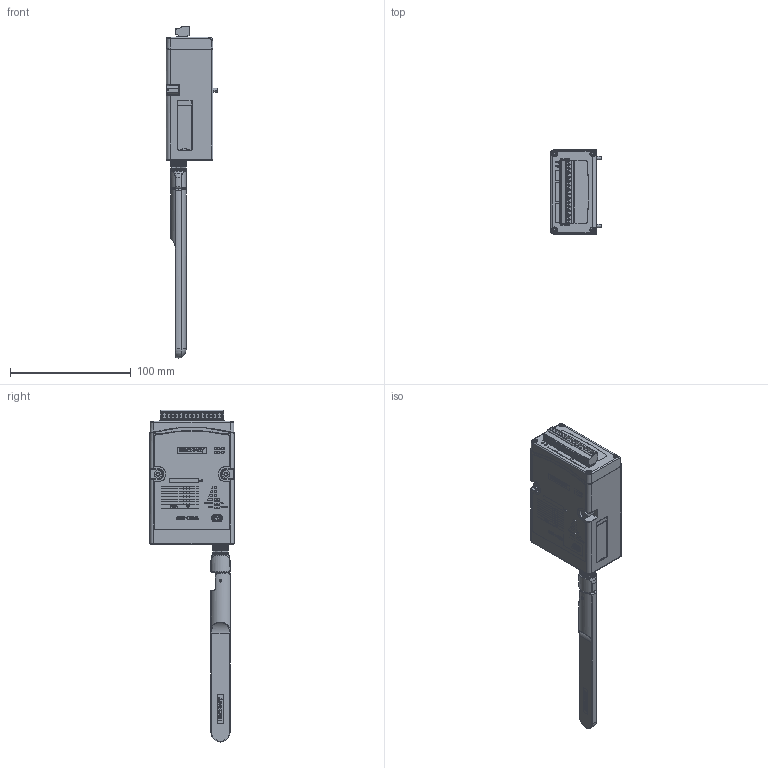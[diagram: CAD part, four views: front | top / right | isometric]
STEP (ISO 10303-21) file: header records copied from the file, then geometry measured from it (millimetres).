
FILE_DESCRIPTION (( 'STEP AP214' ), '1' );
FILE_NAME ('WISE-4210-S251NA.STEP', '2019-06-04T09:09:14', ( 'itd.mis' ), ( '' ), 'SwSTEP 2.0', 'SolidWorks 2018', '' );
FILE_SCHEMA (( 'AUTOMOTIVE_DESIGN' ));
Length unit declared in the file: millimetre
Products named in the file (1): WISE-4210-S251NA
Bounding box: 42.45 x 69.61 x 274.65 mm (x, y, z)
Volume: 283805.6 mm3; surface area: 64515.8 mm2
Topology: 4 solids, 26 shells, 3898 faces, 10278 edges, 6705 vertices
Faces by surface type: plane 2524, bspline 634, cylinder 495, cone 167, torus 69, sphere 9
Entity records: 128871 total; most frequent: CARTESIAN_POINT 36059, ORIENTED_EDGE 20522, DIRECTION 16848, EDGE_CURVE 10261, VECTOR 7306, LINE 7306, VERTEX_POINT 6701, AXIS2_PLACEMENT_3D 4771
